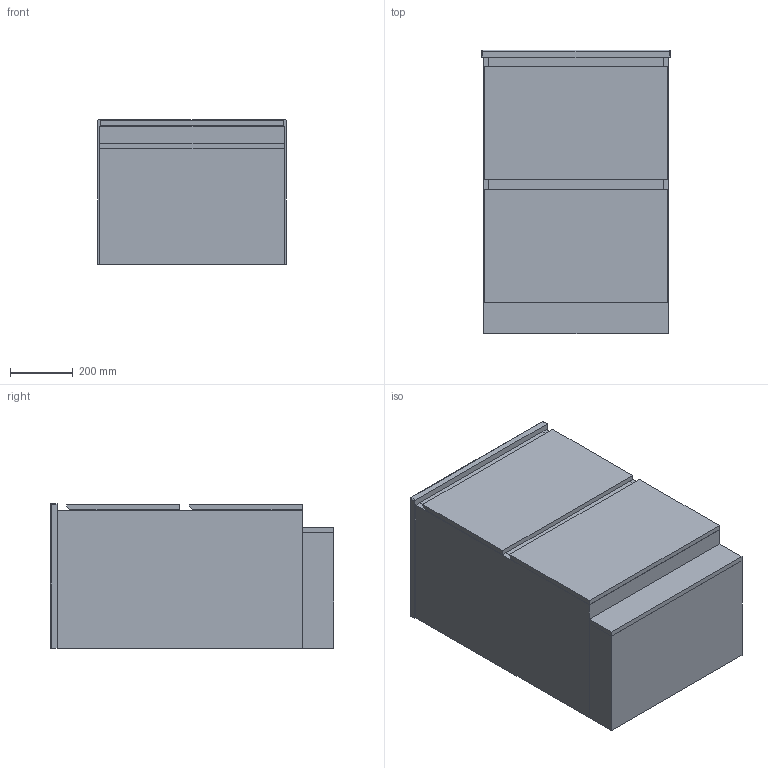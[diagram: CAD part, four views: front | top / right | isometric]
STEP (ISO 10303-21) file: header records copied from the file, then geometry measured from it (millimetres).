
FILE_DESCRIPTION (( 'STEP AP214' ), '1' );
FILE_NAME ('600C.STEP', '2022-07-25T04:26:56', ( '' ), ( '' ), 'SwSTEP 2.0', 'SolidWorks 2021', '' );
FILE_SCHEMA (( 'AUTOMOTIVE_DESIGN' ));
Length unit declared in the file: millimetre
Products named in the file (4): Domaine All Drawer 600 WK; 600C; Estate ALL; Estate 600 Centre
Assembly tree (3 placements, depth 3):
  600C
    Domaine All Drawer 600 WK
    Estate ALL
      Estate 600 Centre
Bounding box: 600 x 902.1 x 460 mm (x, y, z)
Volume: 66644960.1 mm3; surface area: 6177380.3 mm2
Topology: 7 solids, 7 shells, 132 faces, 312 edges, 189 vertices
Faces by surface type: plane 64, cylinder 32, bspline 19, torus 11, sphere 6
Entity records: 6669 total; most frequent: CARTESIAN_POINT 3535, ORIENTED_EDGE 612, DIRECTION 574, EDGE_CURVE 306, AXIS2_PLACEMENT_3D 203, VERTEX_POINT 189, VECTOR 168, LINE 168
